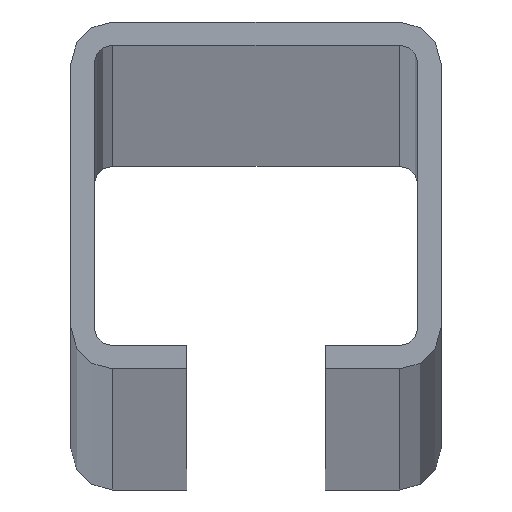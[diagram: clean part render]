
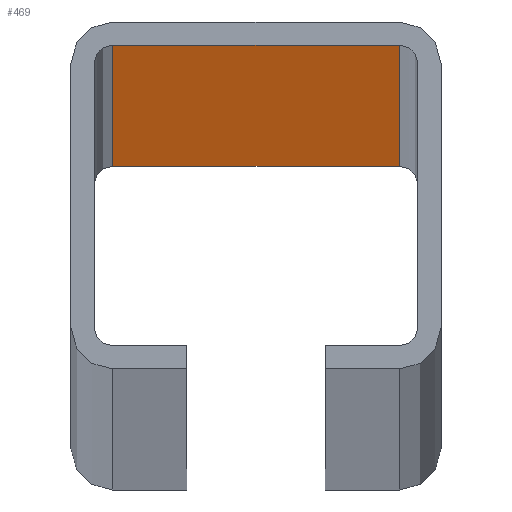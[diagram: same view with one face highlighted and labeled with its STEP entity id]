
A CAD part, top view. The second image highlights one B-rep face of the part: STEP entity #469.
In plain terms, the highlighted planar face has unit normal (0, -1, 0).
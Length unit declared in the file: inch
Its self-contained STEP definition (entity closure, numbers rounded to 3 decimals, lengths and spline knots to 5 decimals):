
#61 = ORIENTED_EDGE ( 'NONE', *, *, #267, .F. ) ;
#99 = VECTOR ( 'NONE', #480, 39.37008 ) ;
#175 = DIRECTION ( 'NONE',  ( 0., 0., -1. ) ) ;
#221 = CARTESIAN_POINT ( 'NONE',  ( 0.48819, 1.10236, 78.74016 ) ) ;
#224 = PLANE ( 'NONE',  #660 ) ;
#227 = EDGE_CURVE ( 'NONE', #649, #724, #911, .T. ) ;
#267 = EDGE_CURVE ( 'NONE', #618, #649, #430, .T. ) ;
#312 = FACE_OUTER_BOUND ( 'NONE', #686, .T. ) ;
#318 = EDGE_CURVE ( 'NONE', #724, #455, #929, .T. ) ;
#347 = CARTESIAN_POINT ( 'NONE',  ( 0.48819, 1.10236, -157.48031 ) ) ;
#370 = ORIENTED_EDGE ( 'NONE', *, *, #318, .F. ) ;
#403 = ORIENTED_EDGE ( 'NONE', *, *, #758, .F. ) ;
#430 = LINE ( 'NONE', #347, #491 ) ;
#455 = VERTEX_POINT ( 'NONE', #221 ) ;
#469 = ADVANCED_FACE ( 'NONE', ( #312 ), #224, .F. ) ;
#480 = DIRECTION ( 'NONE',  ( 1., 0., 0. ) ) ;
#491 = VECTOR ( 'NONE', #982, 39.37008 ) ;
#572 = CARTESIAN_POINT ( 'NONE',  ( 0.48819, 1.10236, -157.48031 ) ) ;
#581 = LINE ( 'NONE', #673, #628 ) ;
#618 = VERTEX_POINT ( 'NONE', #572 ) ;
#625 = DIRECTION ( 'NONE',  ( 0., 0., 1. ) ) ;
#628 = VECTOR ( 'NONE', #175, 39.37008 ) ;
#649 = VERTEX_POINT ( 'NONE', #650 ) ;
#650 = CARTESIAN_POINT ( 'NONE',  ( -0.48819, 1.10236, -157.48031 ) ) ;
#660 = AXIS2_PLACEMENT_3D ( 'NONE', #759, #1035, #860 ) ;
#673 = CARTESIAN_POINT ( 'NONE',  ( 0.48819, 1.10236, 78.74016 ) ) ;
#686 = EDGE_LOOP ( 'NONE', ( #370, #1128, #61, #403 ) ) ;
#724 = VERTEX_POINT ( 'NONE', #876 ) ;
#730 = CARTESIAN_POINT ( 'NONE',  ( 0.48819, 1.10236, 78.74016 ) ) ;
#758 = EDGE_CURVE ( 'NONE', #455, #618, #581, .T. ) ;
#759 = CARTESIAN_POINT ( 'NONE',  ( 0.48819, 1.10236, 78.74016 ) ) ;
#860 = DIRECTION ( 'NONE',  ( 0., 0., 1. ) ) ;
#876 = CARTESIAN_POINT ( 'NONE',  ( -0.48819, 1.10236, 78.74016 ) ) ;
#911 = LINE ( 'NONE', #1006, #1127 ) ;
#929 = LINE ( 'NONE', #730, #99 ) ;
#982 = DIRECTION ( 'NONE',  ( -1., 0., 0. ) ) ;
#1006 = CARTESIAN_POINT ( 'NONE',  ( -0.48819, 1.10236, 78.74016 ) ) ;
#1035 = DIRECTION ( 'NONE',  ( 0., 1., 0. ) ) ;
#1127 = VECTOR ( 'NONE', #625, 39.37008 ) ;
#1128 = ORIENTED_EDGE ( 'NONE', *, *, #227, .F. ) ;
